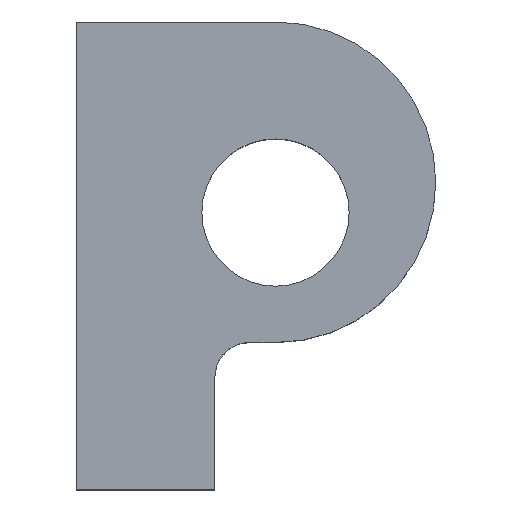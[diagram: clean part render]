
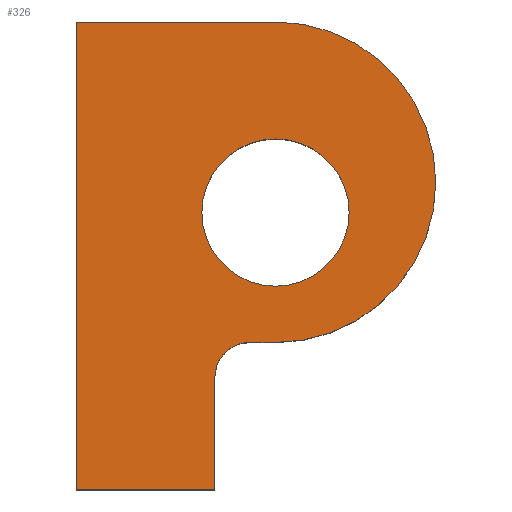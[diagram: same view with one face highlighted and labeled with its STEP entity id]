
A CAD part, top view. The second image highlights one B-rep face of the part: STEP entity #326.
In plain terms, the highlighted planar face has unit normal (0, 0, 1).
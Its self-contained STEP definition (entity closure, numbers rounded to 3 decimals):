
#49=CARTESIAN_POINT('',(11.5,16.,8.));
#50=DIRECTION('',(0.,0.,-1.));
#51=DIRECTION('',(1.,0.,0.));
#52=AXIS2_PLACEMENT_3D('',#49,#50,#51);
#54=CARTESIAN_POINT('',(11.5,16.,8.));
#55=DIRECTION('',(0.,0.,-1.));
#56=DIRECTION('',(-1.,0.,0.));
#57=AXIS2_PLACEMENT_3D('',#54,#55,#56);
#59=CARTESIAN_POINT('',(11.5,17.75,8.));
#60=DIRECTION('',(0.,0.,1.));
#61=DIRECTION('',(0.,-1.,0.));
#62=AXIS2_PLACEMENT_3D('',#59,#60,#61);
#64=DIRECTION('',(1.,0.,0.));
#65=VECTOR('',#64,1.5);
#66=CARTESIAN_POINT('',(10.,8.5,8.));
#67=LINE('',#66,#65);
#68=CARTESIAN_POINT('',(10.,6.5,8.));
#69=DIRECTION('',(0.,0.,-1.));
#70=DIRECTION('',(-1.,0.,0.));
#71=AXIS2_PLACEMENT_3D('',#68,#69,#70);
#73=DIRECTION('',(0.,1.,0.));
#74=VECTOR('',#73,6.5);
#75=CARTESIAN_POINT('',(8.,0.,8.));
#76=LINE('',#75,#74);
#77=DIRECTION('',(1.,0.,0.));
#78=VECTOR('',#77,8.);
#79=CARTESIAN_POINT('',(0.,0.,8.));
#80=LINE('',#79,#78);
#81=DIRECTION('',(0.,-1.,0.));
#82=VECTOR('',#81,27.);
#83=CARTESIAN_POINT('',(0.,27.,8.));
#84=LINE('',#83,#82);
#85=DIRECTION('',(-1.,0.,0.));
#86=VECTOR('',#85,11.5);
#87=CARTESIAN_POINT('',(11.5,27.,8.));
#88=LINE('',#87,#86);
#207=CARTESIAN_POINT('',(15.75,16.,8.));
#208=CARTESIAN_POINT('',(7.25,16.,8.));
#209=VERTEX_POINT('',#207);
#210=VERTEX_POINT('',#208);
#211=CARTESIAN_POINT('',(11.5,8.5,8.));
#212=CARTESIAN_POINT('',(11.5,27.,8.));
#213=VERTEX_POINT('',#211);
#214=VERTEX_POINT('',#212);
#215=CARTESIAN_POINT('',(0.,27.,8.));
#216=VERTEX_POINT('',#215);
#217=CARTESIAN_POINT('',(0.,0.,8.));
#218=VERTEX_POINT('',#217);
#219=CARTESIAN_POINT('',(8.,0.,8.));
#220=VERTEX_POINT('',#219);
#221=CARTESIAN_POINT('',(8.,6.5,8.));
#222=VERTEX_POINT('',#221);
#223=CARTESIAN_POINT('',(10.,8.5,8.));
#224=VERTEX_POINT('',#223);
#301=CARTESIAN_POINT('',(0.,0.,8.));
#302=DIRECTION('',(0.,0.,1.));
#303=DIRECTION('',(1.,0.,0.));
#304=AXIS2_PLACEMENT_3D('',#301,#302,#303);
#305=PLANE('',#304);
#307=ORIENTED_EDGE('',*,*,#306,.F.);
#309=ORIENTED_EDGE('',*,*,#308,.F.);
#311=ORIENTED_EDGE('',*,*,#310,.F.);
#313=ORIENTED_EDGE('',*,*,#312,.F.);
#315=ORIENTED_EDGE('',*,*,#314,.F.);
#317=ORIENTED_EDGE('',*,*,#316,.F.);
#319=ORIENTED_EDGE('',*,*,#318,.F.);
#320=EDGE_LOOP('',(#307,#309,#311,#313,#315,#317,#319));
#321=FACE_OUTER_BOUND('',#320,.F.);
#322=ORIENTED_EDGE('',*,*,#281,.F.);
#323=ORIENTED_EDGE('',*,*,#295,.F.);
#324=EDGE_LOOP('',(#322,#323));
#325=FACE_BOUND('',#324,.F.);
#326=ADVANCED_FACE('',(#321,#325),#305,.T.);
#53=CIRCLE('',#52,4.25);
#58=CIRCLE('',#57,4.25);
#63=CIRCLE('',#62,9.25);
#72=CIRCLE('',#71,2.);
#281=EDGE_CURVE('',#209,#210,#53,.T.);
#295=EDGE_CURVE('',#210,#209,#58,.T.);
#306=EDGE_CURVE('',#213,#214,#63,.T.);
#308=EDGE_CURVE('',#224,#213,#67,.T.);
#310=EDGE_CURVE('',#222,#224,#72,.T.);
#312=EDGE_CURVE('',#220,#222,#76,.T.);
#314=EDGE_CURVE('',#218,#220,#80,.T.);
#316=EDGE_CURVE('',#216,#218,#84,.T.);
#318=EDGE_CURVE('',#214,#216,#88,.T.);
